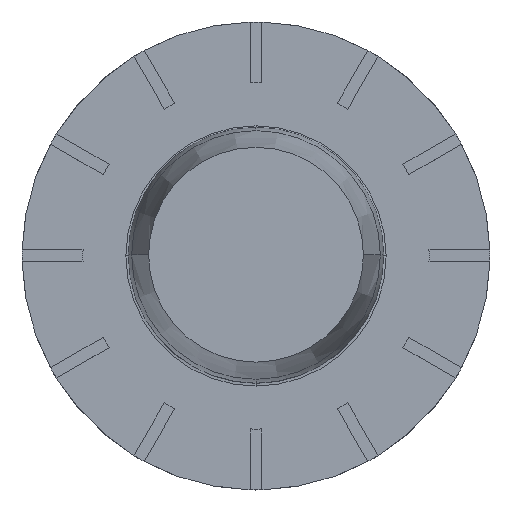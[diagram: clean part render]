
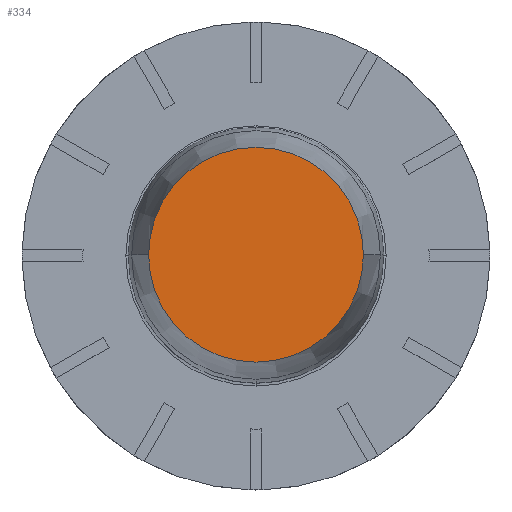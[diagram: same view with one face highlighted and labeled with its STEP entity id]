
A CAD part, top view. The second image highlights one B-rep face of the part: STEP entity #334.
In plain terms, the highlighted planar face has unit normal (0, 0, 1).
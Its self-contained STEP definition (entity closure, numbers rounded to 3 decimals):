
#334=ADVANCED_FACE('',(#669),#670,.F.);
#669=FACE_OUTER_BOUND('',#1000,.T.);
#670=PLANE('',#1001);
#1000=EDGE_LOOP('',(#1993,#1994));
#1001=AXIS2_PLACEMENT_3D('',#1995,#1996,#1997);
#1993=ORIENTED_EDGE('',*,*,#2140,.F.);
#1994=ORIENTED_EDGE('',*,*,#2438,.F.);
#1995=CARTESIAN_POINT('',(0.0,0.0,24.));
#1996=DIRECTION('',(0.0,0.0,-1.0));
#1997=DIRECTION('',(1.0,0.0,0.0));
#2140=EDGE_CURVE('',#2612,#2613,#2614,.F.);
#2438=EDGE_CURVE('',#2613,#2612,#3037,.F.);
#2612=VERTEX_POINT('',#3632);
#2613=VERTEX_POINT('',#3633);
#2614=CIRCLE('',#3634,4.5);
#3037=CIRCLE('',#4579,4.5);
#3632=CARTESIAN_POINT('',(4.5,0.0,24.));
#3633=CARTESIAN_POINT('',(-4.5,0.,24.));
#3634=AXIS2_PLACEMENT_3D('',#4708,#4709,#4710);
#4579=AXIS2_PLACEMENT_3D('',#5067,#5068,#5069);
#4708=CARTESIAN_POINT('',(0.0,0.0,24.));
#4709=DIRECTION('',(-0.0,0.0,1.0));
#4710=DIRECTION('',(1.0,0.0,0.0));
#5067=CARTESIAN_POINT('',(0.0,0.0,24.));
#5068=DIRECTION('',(-0.0,0.0,1.0));
#5069=DIRECTION('',(1.0,0.0,0.0));
